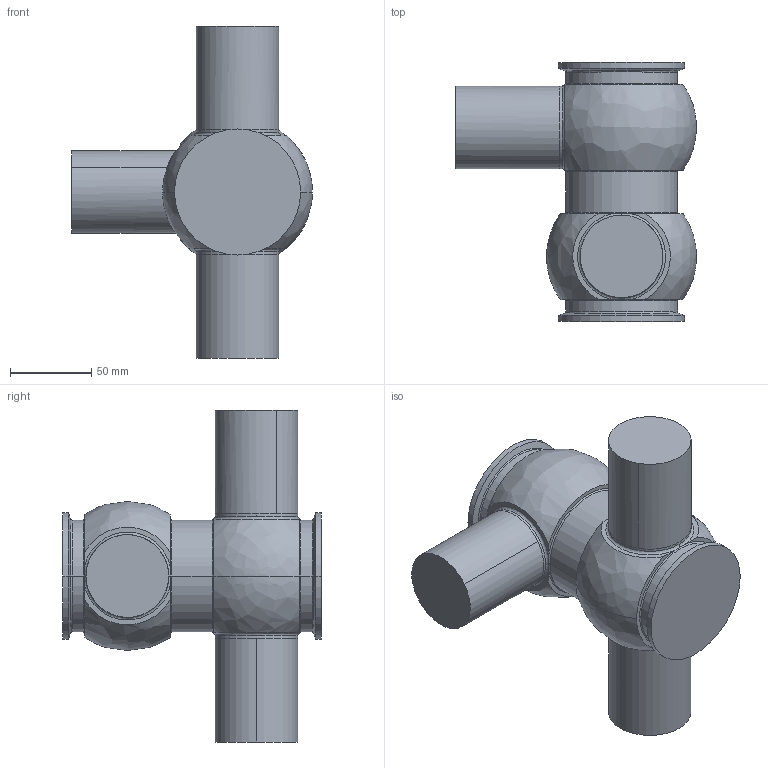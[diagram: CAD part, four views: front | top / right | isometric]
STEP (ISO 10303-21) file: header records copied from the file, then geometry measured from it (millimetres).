
FILE_DESCRIPTION (( 'STEP AP214' ), '1' );
FILE_NAME ('130761.STEP', '2018-05-09T17:45:43', ( '' ), ( '' ), 'SwSTEP 2.0', 'SolidWorks 2014', '' );
FILE_SCHEMA (( 'AUTOMOTIVE_DESIGN' ));
Length unit declared in the file: inch
Products named in the file (1): 130761
Bounding box: 148.01 x 159.05 x 203.96 mm (x, y, z)
Volume: 1192453.8 mm3; surface area: 86248.1 mm2
Topology: 1 solids, 1 shells, 73 faces, 186 edges, 109 vertices
Faces by surface type: bspline 24, plane 23, cylinder 22, cone 4
Entity records: 3898 total; most frequent: CARTESIAN_POINT 2313, ORIENTED_EDGE 360, DIRECTION 290, EDGE_CURVE 180, AXIS2_PLACEMENT_3D 126, VERTEX_POINT 109, CIRCLE 76, FACE_OUTER_BOUND 73
